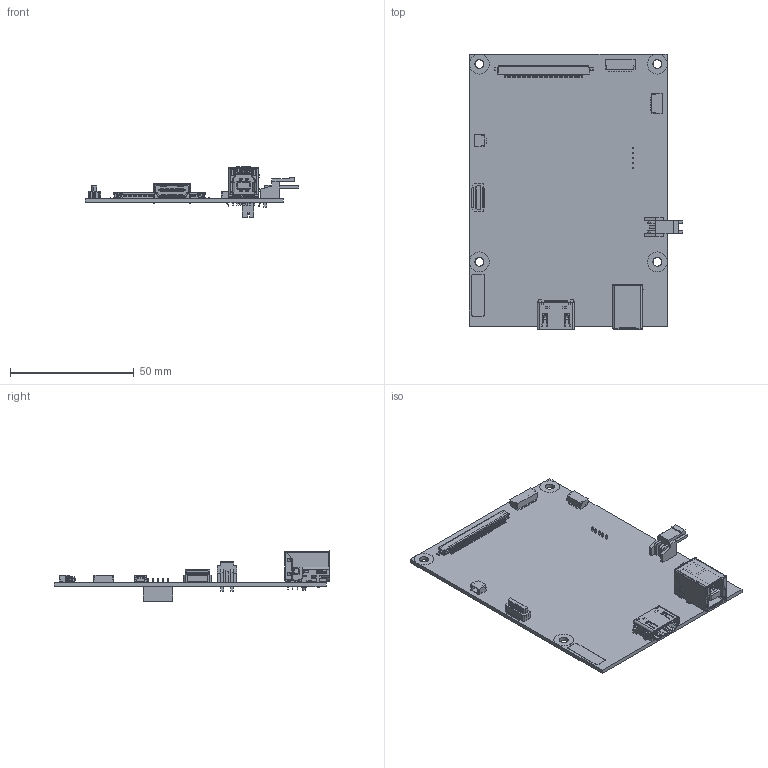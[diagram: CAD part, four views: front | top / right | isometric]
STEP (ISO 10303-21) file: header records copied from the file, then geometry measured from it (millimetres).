
FILE_DESCRIPTION(/* description */ (''),/* implementation_level */ '2;1');
FILE_NAME(/* name */ 'HP_SWAD-A3.stp',/* time_stamp */ '2023-05-10T10:18:26+09:00',/* author */ ('KIKOU-CAD3'),/* organization */ (''),/* preprocessor_version */ 'ST-DEVELOPER v18.1',/* originating_system */ 'Autodesk Inventor 2020',/* authorisation */ '');
FILE_SCHEMA (('AUTOMOTIVE_DESIGN { 1 0 10303 214 3 1 1 }'));
Products named in the file (1): HP_SWAD-A3_parts
Bounding box: 86.2 x 111.52 x 20.5 mm (x, y, z)
Volume: 17086.7 mm3; surface area: 26973 mm2
Topology: 1 solids, 3 shells, 6597 faces, 18482 edges, 11973 vertices
Faces by surface type: plane 5475, cylinder 1082, bspline 20, cone 20
Full cylindrical faces by diameter (mm): 3.5 x4, 3.6 x8, 8 x2
Entity records: 210428 total; most frequent: CARTESIAN_POINT 38225, ORIENTED_EDGE 37008, DIRECTION 33872, EDGE_CURVE 18504, LINE 16114, VECTOR 16114, VERTEX_POINT 11981, AXIS2_PLACEMENT_3D 8879
